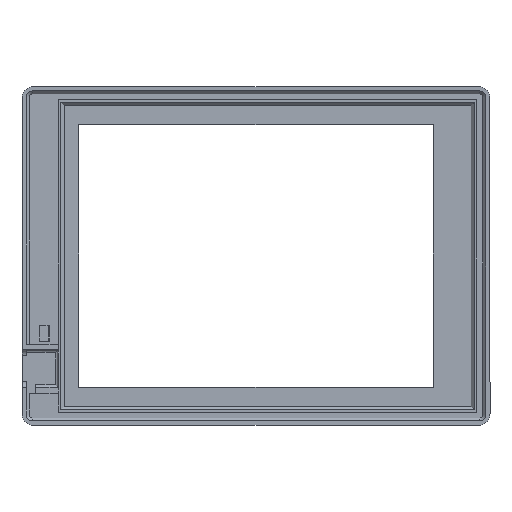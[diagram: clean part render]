
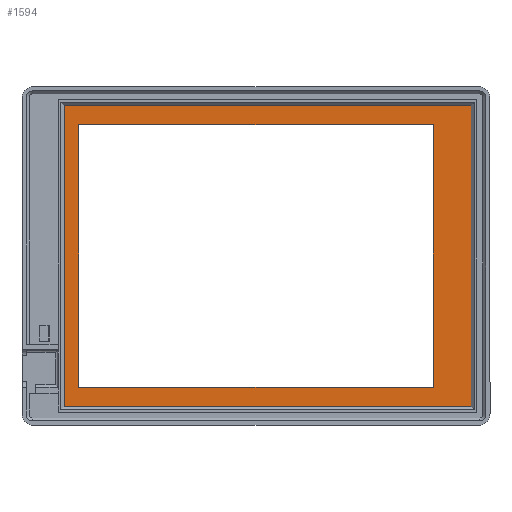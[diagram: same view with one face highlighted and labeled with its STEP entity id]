
A CAD part, top view. The second image highlights one B-rep face of the part: STEP entity #1594.
In plain terms, the highlighted planar face has unit normal (0, 0, 1).
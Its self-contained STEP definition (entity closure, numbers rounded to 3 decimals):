
#36=FACE_BOUND('',#245,.T.);
#153=FACE_OUTER_BOUND('',#244,.T.);
#244=EDGE_LOOP('',(#1324,#1325,#1326,#1327));
#245=EDGE_LOOP('',(#1328,#1329,#1330,#1331));
#330=LINE('',#2334,#514);
#333=LINE('',#2339,#517);
#413=LINE('',#2745,#597);
#414=LINE('',#2747,#598);
#418=LINE('',#2758,#602);
#419=LINE('',#2760,#603);
#420=LINE('',#2762,#604);
#421=LINE('',#2763,#605);
#514=VECTOR('',#1871,10.);
#517=VECTOR('',#1876,10.);
#597=VECTOR('',#2038,10.);
#598=VECTOR('',#2041,10.);
#602=VECTOR('',#2055,10.);
#603=VECTOR('',#2056,10.);
#604=VECTOR('',#2057,10.);
#605=VECTOR('',#2058,10.);
#698=VERTEX_POINT('',#2331);
#699=VERTEX_POINT('',#2333);
#700=VERTEX_POINT('',#2337);
#761=VERTEX_POINT('',#2743);
#762=VERTEX_POINT('',#2756);
#763=VERTEX_POINT('',#2757);
#764=VERTEX_POINT('',#2759);
#765=VERTEX_POINT('',#2761);
#861=EDGE_CURVE('',#699,#698,#330,.T.);
#864=EDGE_CURVE('',#698,#700,#333,.T.);
#964=EDGE_CURVE('',#700,#761,#413,.T.);
#965=EDGE_CURVE('',#761,#699,#414,.T.);
#969=EDGE_CURVE('',#762,#763,#418,.T.);
#970=EDGE_CURVE('',#764,#762,#419,.T.);
#971=EDGE_CURVE('',#765,#764,#420,.T.);
#972=EDGE_CURVE('',#763,#765,#421,.T.);
#1324=ORIENTED_EDGE('',*,*,#861,.T.);
#1325=ORIENTED_EDGE('',*,*,#864,.T.);
#1326=ORIENTED_EDGE('',*,*,#964,.T.);
#1327=ORIENTED_EDGE('',*,*,#965,.T.);
#1328=ORIENTED_EDGE('',*,*,#969,.F.);
#1329=ORIENTED_EDGE('',*,*,#970,.F.);
#1330=ORIENTED_EDGE('',*,*,#971,.F.);
#1331=ORIENTED_EDGE('',*,*,#972,.F.);
#1509=PLANE('',#1713);
#1594=ADVANCED_FACE('',(#153,#36),#1509,.F.);
#1713=AXIS2_PLACEMENT_3D('',#2755,#2053,#2054);
#1871=DIRECTION('',(1.,0.,0.));
#1876=DIRECTION('',(0.,1.,0.));
#2038=DIRECTION('',(-1.,0.,0.));
#2041=DIRECTION('',(0.,-1.,0.));
#2053=DIRECTION('center_axis',(0.,0.,-1.));
#2054=DIRECTION('ref_axis',(-1.,0.,0.));
#2055=DIRECTION('',(0.,-1.,0.));
#2056=DIRECTION('',(-1.,0.,0.));
#2057=DIRECTION('',(0.,1.,0.));
#2058=DIRECTION('',(1.,0.,0.));
#2331=CARTESIAN_POINT('',(74.2,-51.9,1.));
#2333=CARTESIAN_POINT('',(-66.2,-51.9,1.));
#2334=CARTESIAN_POINT('',(37.1,-51.9,1.));
#2337=CARTESIAN_POINT('',(74.2,51.9,1.));
#2339=CARTESIAN_POINT('',(74.2,25.95,1.));
#2743=CARTESIAN_POINT('',(-66.2,51.9,1.));
#2745=CARTESIAN_POINT('',(-33.1,51.9,1.));
#2747=CARTESIAN_POINT('',(-66.2,-25.95,1.));
#2755=CARTESIAN_POINT('Origin',(0.,0.,
1.));
#2756=CARTESIAN_POINT('',(-61.2,45.3,1.));
#2757=CARTESIAN_POINT('',(-61.2,-45.3,1.));
#2758=CARTESIAN_POINT('',(-61.2,-22.65,1.));
#2759=CARTESIAN_POINT('',(61.2,45.3,1.));
#2760=CARTESIAN_POINT('',(-30.6,45.3,1.));
#2761=CARTESIAN_POINT('',(61.2,-45.3,1.));
#2762=CARTESIAN_POINT('',(61.2,22.65,1.));
#2763=CARTESIAN_POINT('',(30.6,-45.3,1.));
